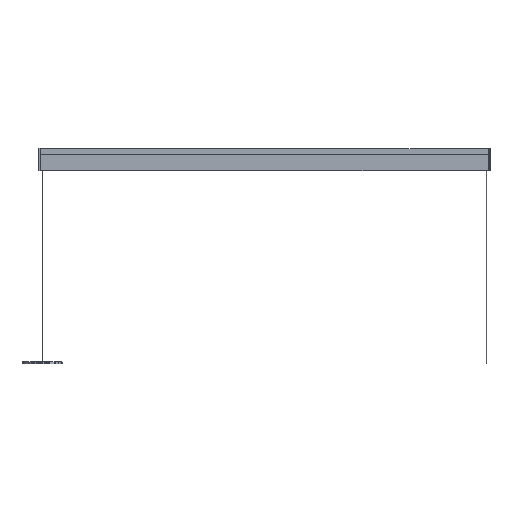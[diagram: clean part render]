
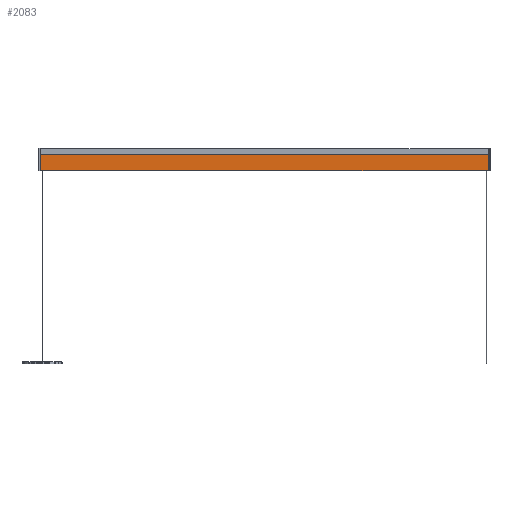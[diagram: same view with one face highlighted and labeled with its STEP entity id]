
A CAD part, front view. The second image highlights one B-rep face of the part: STEP entity #2083.
In plain terms, the highlighted planar face has unit normal (0, -1, 0).
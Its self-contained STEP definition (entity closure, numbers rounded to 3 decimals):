
#442=LINE('',#11378,#973);
#443=LINE('',#11381,#974);
#444=LINE('',#11383,#975);
#445=LINE('',#11385,#976);
#973=VECTOR('',#9129,1.);
#974=VECTOR('',#9130,1.);
#975=VECTOR('',#9131,1.);
#976=VECTOR('',#9132,1.);
#1539=PLANE('',#8105);
#1684=FACE_OUTER_BOUND('',#3003,.T.);
#2083=ADVANCED_FACE('',(#1684),#1539,.F.);
#3003=EDGE_LOOP('',(#3651,#3652,#3653,#3654));
#3651=ORIENTED_EDGE('',*,*,#6553,.F.);
#3652=ORIENTED_EDGE('',*,*,#6554,.T.);
#3653=ORIENTED_EDGE('',*,*,#6555,.T.);
#3654=ORIENTED_EDGE('',*,*,#6556,.F.);
#5815=VERTEX_POINT('',#11379);
#5816=VERTEX_POINT('',#11380);
#5817=VERTEX_POINT('',#11382);
#5818=VERTEX_POINT('',#11384);
#6553=EDGE_CURVE('',#5815,#5816,#442,.T.);
#6554=EDGE_CURVE('',#5815,#5817,#443,.T.);
#6555=EDGE_CURVE('',#5817,#5818,#444,.T.);
#6556=EDGE_CURVE('',#5816,#5818,#445,.T.);
#8105=AXIS2_PLACEMENT_3D('',#11386,#9133,#9134);
#9129=DIRECTION('',(0.,0.,-1.));
#9130=DIRECTION('',(-1.,0.,0.));
#9131=DIRECTION('',(0.,0.,-1.));
#9132=DIRECTION('',(-1.,0.,0.));
#9133=DIRECTION('',(0.,1.,0.));
#9134=DIRECTION('',(0.,0.,1.));
#11378=CARTESIAN_POINT('',(1419.,-19.685,13.02));
#11379=CARTESIAN_POINT('',(1419.,-19.685,13.02));
#11380=CARTESIAN_POINT('',(1419.,-19.685,-36.644));
#11381=CARTESIAN_POINT('',(3810.,-19.685,13.02));
#11382=CARTESIAN_POINT('',(0.,-19.685,13.02));
#11383=CARTESIAN_POINT('',(0.,-19.685,13.02));
#11384=CARTESIAN_POINT('',(0.,-19.685,-36.644));
#11385=CARTESIAN_POINT('',(3810.,-19.685,-36.644));
#11386=CARTESIAN_POINT('',(3810.,-19.685,13.02));
